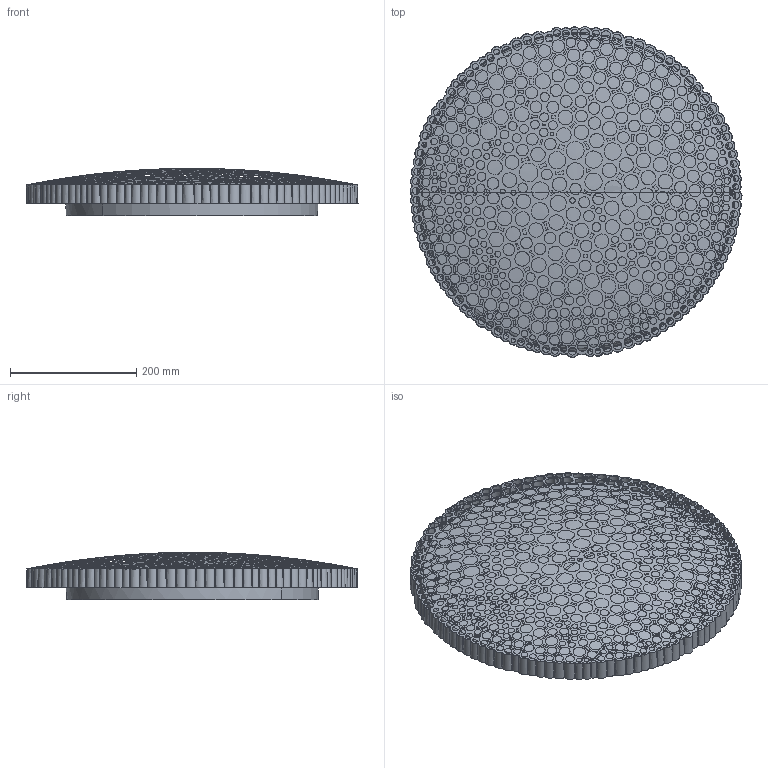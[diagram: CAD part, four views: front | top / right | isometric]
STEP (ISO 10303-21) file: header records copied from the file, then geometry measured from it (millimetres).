
FILE_DESCRIPTION(/* description */ (''),/* implementation_level */ '2;1');
FILE_NAME(/* name */ 'Calipso',/* time_stamp */ '2019-07-25T16:34:43+02:00',/* author */ (''),/* organization */ (''),/* preprocessor_version */ 'ST-DEVELOPER v15',/* originating_system */ '',/* authorisation */ '');
FILE_SCHEMA (('AUTOMOTIVE_DESIGN'));
Length unit declared in the file: millimetre
Products named in the file (1): Document
Bounding box: 525.66 x 523.94 x 74.99 mm (x, y, z)
Volume: 1283642.5 mm3; surface area: 1419711.7 mm2
Topology: 3 solids, 4 shells, 471 faces, 4962 edges, 4467 vertices
Faces by surface type: bspline 451, plane 20
Entity records: 105324 total; most frequent: CARTESIAN_POINT 81138, ORIENTED_EDGE 6349, EDGE_CURVE 4958, B_SPLINE_CURVE_WITH_KNOTS 4870, VERTEX_POINT 4467, EDGE_LOOP 1267, FACE_BOUND 796, ADVANCED_FACE 471
